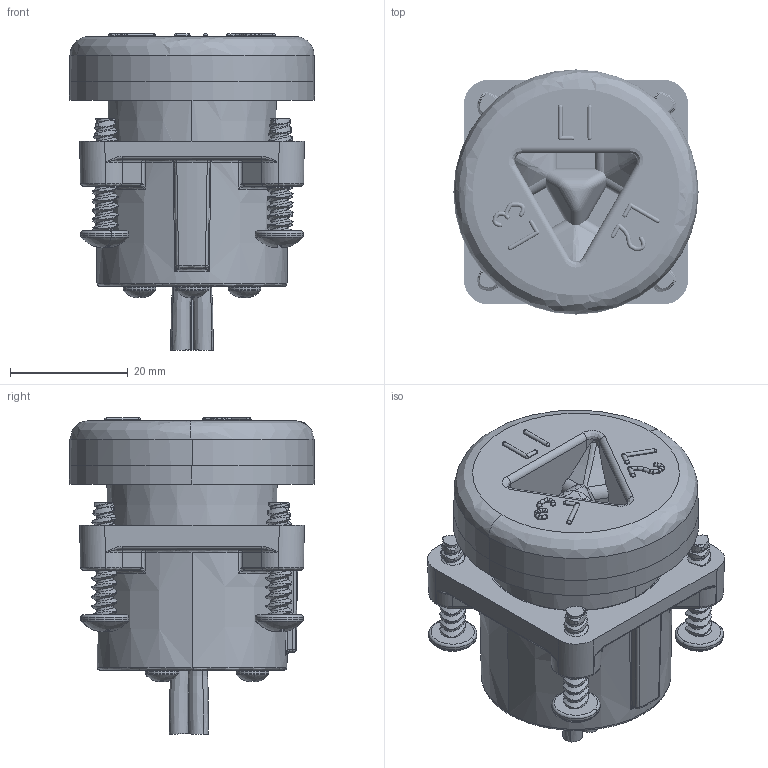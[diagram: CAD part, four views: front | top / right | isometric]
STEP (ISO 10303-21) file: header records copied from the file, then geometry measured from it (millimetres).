
FILE_DESCRIPTION (( 'STEP AP214' ), '1' );
FILE_NAME ('R-T3.STEP', '2019-04-04T15:47:44', ( '' ), ( '' ), 'SwSTEP 2.0', 'SolidWorks 2018', '' );
FILE_SCHEMA (( 'AUTOMOTIVE_DESIGN' ));
Length unit declared in the file: inch
Products named in the file (14): Z-wire_Violet; 12GA_wirejacket_Violet; Z-wire_Orange; 12GA_wirejacket_Orange; Z-wire_Brown; 12GA_wirejacket_Brown; 12GA_SPADE; #8Plastite-3_4_Pan_90380A198_90380A198; #4Plastite-1_2_Pan_90380A110_90380A110; back; inner; R-T3_Gasket; front; R-T3
Assembly tree (21 placements, depth 3):
  R-T3
    front
    R-T3_Gasket
    inner
    back
    #4Plastite-1_2_Pan_90380A110_90380A110  x4
    #8Plastite-3_4_Pan_90380A198_90380A198  x4
    Z-wire_Brown
      12GA_SPADE
      12GA_wirejacket_Brown
    Z-wire_Orange
      12GA_SPADE
      12GA_wirejacket_Orange
    Z-wire_Violet
      12GA_SPADE
      12GA_wirejacket_Violet
Bounding box: 41.66 x 41.66 x 53.82 mm (x, y, z)
Volume: 36605.8 mm3; surface area: 28853.6 mm2
Topology: 75 solids, 75 shells, 3248 faces, 8216 edges, 4865 vertices
Faces by surface type: cylinder 1183, bspline 966, plane 748, cone 303, torus 32, sphere 16
Entity records: 129518 total; most frequent: CARTESIAN_POINT 68370, ORIENTED_EDGE 11570, DIRECTION 7868, EDGE_CURVE 5785, VERTEX_POINT 3443, AXIS2_PLACEMENT_3D 2986, EDGE_LOOP 2532, ADVANCED_FACE 2492
